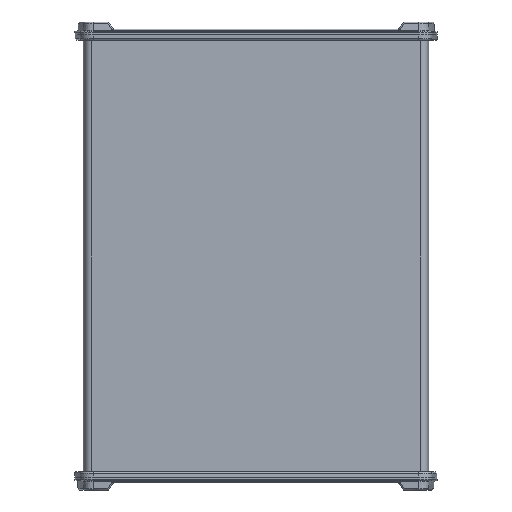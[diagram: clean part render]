
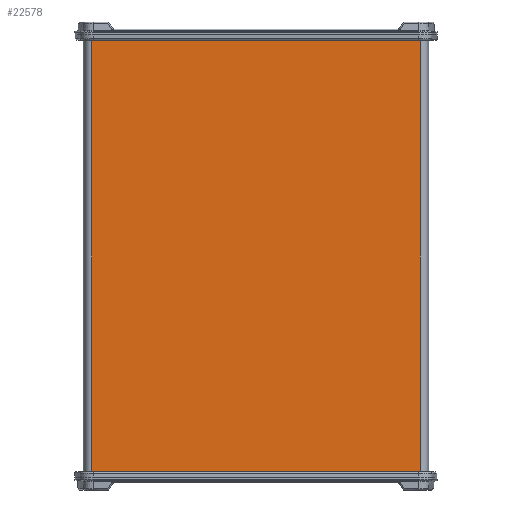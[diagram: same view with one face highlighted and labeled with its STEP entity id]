
A CAD part, front view. The second image highlights one B-rep face of the part: STEP entity #22578.
In plain terms, the highlighted planar face has unit normal (0, -1, 0).
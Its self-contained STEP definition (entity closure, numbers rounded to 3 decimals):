
#2395 = VERTEX_POINT ( 'NONE', #15999 ) ;
#4201 = DIRECTION ( 'NONE',  ( 0., 0., 1. ) ) ;
#4228 = CARTESIAN_POINT ( 'NONE',  ( -105.384, -57.75, 500. ) ) ;
#5645 = EDGE_LOOP ( 'NONE', ( #27047, #34102, #36684, #22174 ) ) ;
#8176 = DIRECTION ( 'NONE',  ( 1., 0., 0. ) ) ;
#9066 = VECTOR ( 'NONE', #24676, 1000. ) ;
#10774 = PLANE ( 'NONE',  #33790 ) ;
#11888 = LINE ( 'NONE', #15128, #37312 ) ;
#12220 = FACE_OUTER_BOUND ( 'NONE', #5645, .T. ) ;
#14129 = CARTESIAN_POINT ( 'NONE',  ( -105.384, -57.75, 500. ) ) ;
#14907 = DIRECTION ( 'NONE',  ( 0., 0., -1. ) ) ;
#14983 = DIRECTION ( 'NONE',  ( 1., 0., 0. ) ) ;
#15128 = CARTESIAN_POINT ( 'NONE',  ( -190.58, -57.75, 220. ) ) ;
#15999 = CARTESIAN_POINT ( 'NONE',  ( 105.384, -57.75, 500. ) ) ;
#18101 = CARTESIAN_POINT ( 'NONE',  ( -105.384, -57.75, 500. ) ) ;
#19616 = EDGE_CURVE ( 'NONE', #36199, #2395, #40012, .T. ) ;
#20339 = EDGE_CURVE ( 'NONE', #34527, #22257, #11888, .T. ) ;
#22174 = ORIENTED_EDGE ( 'NONE', *, *, #19616, .F. ) ;
#22257 = VERTEX_POINT ( 'NONE', #35279 ) ;
#22578 = ADVANCED_FACE ( 'NONE', ( #12220 ), #10774, .F. ) ;
#22712 = EDGE_CURVE ( 'NONE', #36199, #34527, #33501, .T. ) ;
#24107 = DIRECTION ( 'NONE',  ( 0., 1., 0. ) ) ;
#24484 = EDGE_CURVE ( 'NONE', #2395, #22257, #31795, .T. ) ;
#24676 = DIRECTION ( 'NONE',  ( 0., 0., -1. ) ) ;
#27047 = ORIENTED_EDGE ( 'NONE', *, *, #22712, .T. ) ;
#28141 = CARTESIAN_POINT ( 'NONE',  ( 105.384, -57.75, 500. ) ) ;
#30780 = VECTOR ( 'NONE', #14907, 1000. ) ;
#31383 = CARTESIAN_POINT ( 'NONE',  ( -105.384, -57.75, 220. ) ) ;
#31795 = LINE ( 'NONE', #28141, #30780 ) ;
#33501 = LINE ( 'NONE', #41241, #9066 ) ;
#33790 = AXIS2_PLACEMENT_3D ( 'NONE', #14129, #24107, #4201 ) ;
#34102 = ORIENTED_EDGE ( 'NONE', *, *, #20339, .T. ) ;
#34527 = VERTEX_POINT ( 'NONE', #31383 ) ;
#35279 = CARTESIAN_POINT ( 'NONE',  ( 105.384, -57.75, 220. ) ) ;
#36199 = VERTEX_POINT ( 'NONE', #4228 ) ;
#36684 = ORIENTED_EDGE ( 'NONE', *, *, #24484, .F. ) ;
#37312 = VECTOR ( 'NONE', #14983, 1000. ) ;
#37891 = VECTOR ( 'NONE', #8176, 1000. ) ;
#40012 = LINE ( 'NONE', #18101, #37891 ) ;
#41241 = CARTESIAN_POINT ( 'NONE',  ( -105.384, -57.75, 500. ) ) ;
